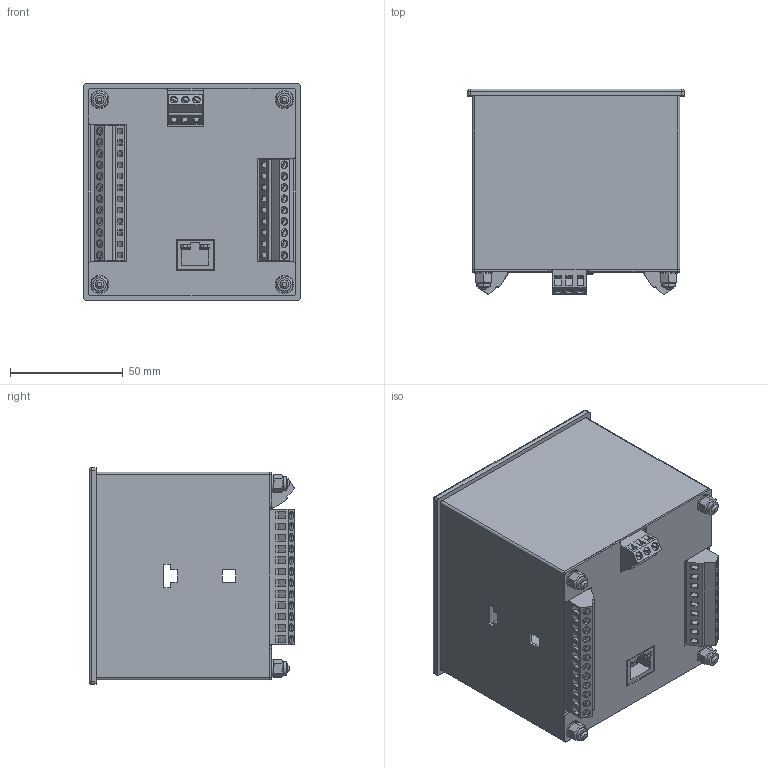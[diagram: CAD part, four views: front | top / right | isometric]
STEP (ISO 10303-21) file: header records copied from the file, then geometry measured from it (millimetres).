
FILE_DESCRIPTION(('TFLEX Exchange Step'),'2;1');
FILE_NAME('3D-модель прибора 16E6_A_F_Eth.stp', '2020-10-20T19:23:44+05:00',('Алексей'),('Unknown organisation'),'TFLEX Exchange 2019.1','T-FLEX CAD','Unknown authorisation');
FILE_SCHEMA( ('AUTOMOTIVE_DESIGN { 1 0 10303 214 1 1 1 1 }') );
Length unit declared in the file: millimetre
Products named in the file (14): Eth; USB; Клемма кр:3; Клемма кр; Клемма:9; Клемма; Клемма:12; <Гайки стопорные>Гайка ГОСТ Р 50273-92; <Шайбы>Шайба ГОСТ 10450-78; <Шпильки>Шпилька ГОСТ 22038-76; Этикетка; Корпус; _16E6_A_F_Eth
Assembly tree (43 placements, depth 3):
  _16E6_A_F_Eth
    Eth
    USB
    Клемма кр
      Клемма кр:3  x3
    Клемма
      Клемма:9  x9
    Клемма
      Клемма:12  x12
    <Гайки стопорные>Гайка ГОСТ Р 50273-92  x4
    <Шайбы>Шайба ГОСТ 10450-78  x4
    <Шпильки>Шпилька ГОСТ 22038-76  x4
    Этикетка
    Корпус
Bounding box: 96 x 91.13 x 96 mm (x, y, z)
Volume: 85437.8 mm3; surface area: 136507 mm2
Topology: 67 solids, 67 shells, 1343 faces, 3285 edges, 2134 vertices
Faces by surface type: plane 1100, cylinder 173, bspline 30, cone 28, torus 8, sphere 4
Full cylindrical faces by diameter (mm): 3.242 x4, 3.5 x48
Entity records: 33938 total; most frequent: CARTESIAN_POINT 6378, ORIENTED_EDGE 5576, DIRECTION 5423, EDGE_CURVE 2788, VECTOR 2287, LINE 2287, VERTEX_POINT 1815, AXIS2_PLACEMENT_3D 1568
